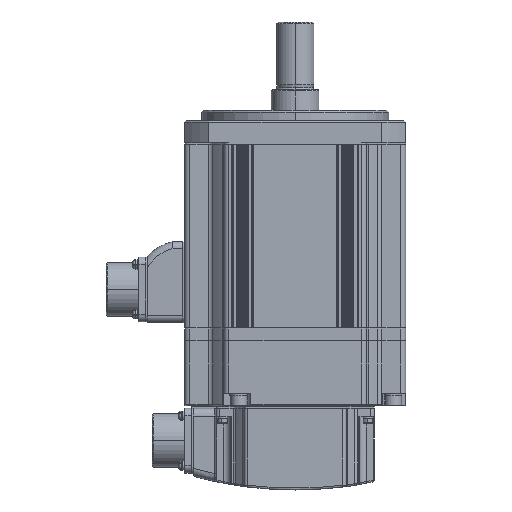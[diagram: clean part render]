
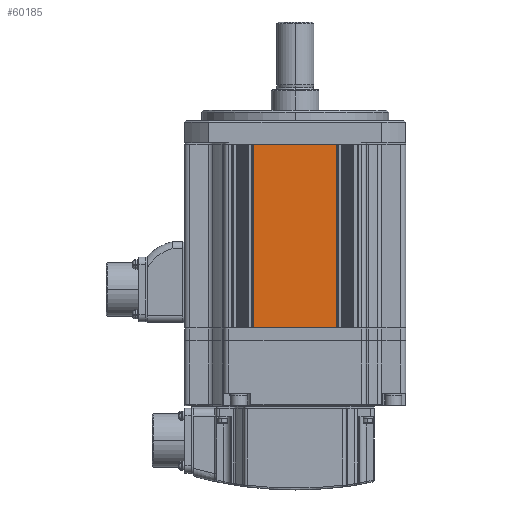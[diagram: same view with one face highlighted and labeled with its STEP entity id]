
A CAD part, left-side view. The second image highlights one B-rep face of the part: STEP entity #60185.
In plain terms, the highlighted planar face has unit normal (-1, 0, 0).
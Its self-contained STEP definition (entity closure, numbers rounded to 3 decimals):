
#11933 = VECTOR ( 'NONE', #99921, 1000. ) ;
#12708 = CARTESIAN_POINT ( 'NONE',  ( -65., -24.5, -10. ) ) ;
#12721 = PLANE ( 'NONE',  #22714 ) ;
#12726 = DIRECTION ( 'NONE',  ( 1., 0., 0. ) ) ;
#12729 = FACE_OUTER_BOUND ( 'NONE', #66488, .T. ) ;
#12731 = DIRECTION ( 'NONE',  ( 0., 0., -1. ) ) ;
#22714 = AXIS2_PLACEMENT_3D ( 'NONE', #12708, #12726, #12731 ) ;
#28902 = CARTESIAN_POINT ( 'NONE',  ( -65., 24.5, -10. ) ) ;
#29563 = CARTESIAN_POINT ( 'NONE',  ( -65., -24.5, -118. ) ) ;
#29623 = CARTESIAN_POINT ( 'NONE',  ( -65., 24.5, -118. ) ) ;
#30172 = CARTESIAN_POINT ( 'NONE',  ( -65., -24.5, -10. ) ) ;
#50501 = ORIENTED_EDGE ( 'NONE', *, *, #63191, .T. ) ;
#50537 = ORIENTED_EDGE ( 'NONE', *, *, #63173, .T. ) ;
#50565 = ORIENTED_EDGE ( 'NONE', *, *, #62440, .F. ) ;
#50660 = ORIENTED_EDGE ( 'NONE', *, *, #63137, .F. ) ;
#54213 = VERTEX_POINT ( 'NONE', #29563 ) ;
#54269 = VERTEX_POINT ( 'NONE', #29623 ) ;
#55183 = VERTEX_POINT ( 'NONE', #30172 ) ;
#55213 = VERTEX_POINT ( 'NONE', #28902 ) ;
#60185 = ADVANCED_FACE ( 'NONE', ( #12729 ), #12721, .F. ) ;
#62440 = EDGE_CURVE ( 'NONE', #55213, #55183, #101451, .T. ) ;
#63137 = EDGE_CURVE ( 'NONE', #55183, #54213, #83816, .T. ) ;
#63173 = EDGE_CURVE ( 'NONE', #55213, #54269, #84119, .T. ) ;
#63191 = EDGE_CURVE ( 'NONE', #54269, #54213, #84199, .T. ) ;
#66488 = EDGE_LOOP ( 'NONE', ( #50501, #50660, #50565, #50537 ) ) ;
#83816 = LINE ( 'NONE', #83827, #91116 ) ;
#83827 = CARTESIAN_POINT ( 'NONE',  ( -65., -24.5, -10. ) ) ;
#83844 = DIRECTION ( 'NONE',  ( 0., 0., -1. ) ) ;
#84097 = DIRECTION ( 'NONE',  ( 0., 0., -1. ) ) ;
#84119 = LINE ( 'NONE', #84133, #91331 ) ;
#84133 = CARTESIAN_POINT ( 'NONE',  ( -65., 24.5, -10. ) ) ;
#84161 = CARTESIAN_POINT ( 'NONE',  ( -65., -24.5, -118. ) ) ;
#84164 = DIRECTION ( 'NONE',  ( 0., -1., 0. ) ) ;
#84199 = LINE ( 'NONE', #84161, #91268 ) ;
#91116 = VECTOR ( 'NONE', #83844, 1000. ) ;
#91268 = VECTOR ( 'NONE', #84164, 1000. ) ;
#91331 = VECTOR ( 'NONE', #84097, 1000. ) ;
#99921 = DIRECTION ( 'NONE',  ( 0., -1., 0. ) ) ;
#99927 = CARTESIAN_POINT ( 'NONE',  ( -65., -24.5, -10. ) ) ;
#101451 = LINE ( 'NONE', #99927, #11933 ) ;
